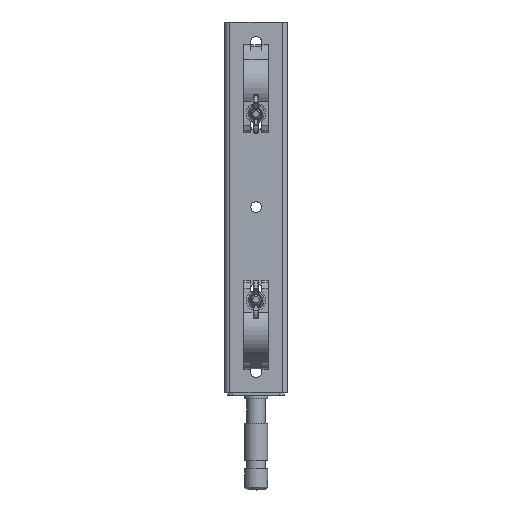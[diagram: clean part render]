
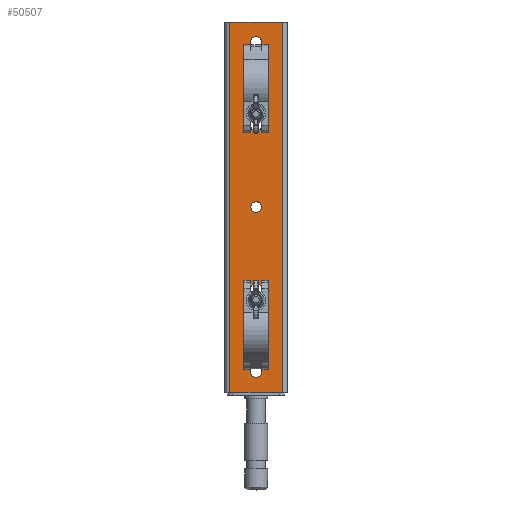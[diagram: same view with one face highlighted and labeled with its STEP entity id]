
A CAD part, top view. The second image highlights one B-rep face of the part: STEP entity #50507.
In plain terms, the highlighted face is planar.
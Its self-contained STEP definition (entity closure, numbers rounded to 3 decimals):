
#3 = CARTESIAN_POINT ( 'NONE',  ( 0., 3., 0. ) ) ;
#200 = CARTESIAN_POINT ( 'NONE',  ( 0., 3., 99. ) ) ;
#569 = VERTEX_POINT ( 'NONE', #7448 ) ;
#1085 = DIRECTION ( 'NONE',  ( 0., 1., 0. ) ) ;
#1252 = DIRECTION ( 'NONE',  ( 0., 1., 0. ) ) ;
#1641 = CARTESIAN_POINT ( 'NONE',  ( 32., 3., 225. ) ) ;
#1860 = ORIENTED_EDGE ( 'NONE', *, *, #39213, .F. ) ;
#1996 = DIRECTION ( 'NONE',  ( 0., 0., 1. ) ) ;
#2244 = DIRECTION ( 'NONE',  ( 0., 0., 1. ) ) ;
#2658 = AXIS2_PLACEMENT_3D ( 'NONE', #200, #4785, #36567 ) ;
#2695 = CARTESIAN_POINT ( 'NONE',  ( 6.5, 3., -99. ) ) ;
#2736 = DIRECTION ( 'NONE',  ( -1., 0., 0. ) ) ;
#3081 = ORIENTED_EDGE ( 'NONE', *, *, #45999, .T. ) ;
#3190 = FACE_BOUND ( 'NONE', #27182, .T. ) ;
#3607 = CIRCLE ( 'NONE', #18699, 6.5 ) ;
#3759 = LINE ( 'NONE', #56829, #42129 ) ;
#4705 = CARTESIAN_POINT ( 'NONE',  ( -6.5, 3., 201. ) ) ;
#4785 = DIRECTION ( 'NONE',  ( 0., 1., 0. ) ) ;
#4900 = CARTESIAN_POINT ( 'NONE',  ( -6.5, 3., -99. ) ) ;
#5308 = DIRECTION ( 'NONE',  ( 0., 1., 0. ) ) ;
#5529 = CARTESIAN_POINT ( 'NONE',  ( 0., 3., -207.5 ) ) ;
#6110 = ORIENTED_EDGE ( 'NONE', *, *, #24361, .F. ) ;
#6659 = EDGE_CURVE ( 'NONE', #13276, #58152, #26418, .T. ) ;
#6958 = LINE ( 'NONE', #30362, #17042 ) ;
#7415 = CARTESIAN_POINT ( 'NONE',  ( 32., 3., -225. ) ) ;
#7448 = CARTESIAN_POINT ( 'NONE',  ( -6.5, 3., 99. ) ) ;
#7803 = EDGE_CURVE ( 'NONE', #43099, #21898, #34829, .T. ) ;
#7955 = CARTESIAN_POINT ( 'NONE',  ( -32., 3., 225. ) ) ;
#8452 = DIRECTION ( 'NONE',  ( 0., 0., -1. ) ) ;
#8920 = CARTESIAN_POINT ( 'NONE',  ( 0., 3., -201. ) ) ;
#9054 = ORIENTED_EDGE ( 'NONE', *, *, #38341, .F. ) ;
#9652 = EDGE_CURVE ( 'NONE', #569, #13141, #55056, .T. ) ;
#9669 = DIRECTION ( 'NONE',  ( 0., 0., 1. ) ) ;
#9758 = AXIS2_PLACEMENT_3D ( 'NONE', #8920, #53835, #53627 ) ;
#10812 = ORIENTED_EDGE ( 'NONE', *, *, #7803, .F. ) ;
#11018 = CARTESIAN_POINT ( 'NONE',  ( 0., 3., 0. ) ) ;
#11342 = AXIS2_PLACEMENT_3D ( 'NONE', #11018, #1252, #33043 ) ;
#12063 = CIRCLE ( 'NONE', #39837, 6.5 ) ;
#12142 = LINE ( 'NONE', #26387, #34841 ) ;
#12344 = EDGE_LOOP ( 'NONE', ( #3081, #16668, #36061, #31276 ) ) ;
#12772 = CARTESIAN_POINT ( 'NONE',  ( 0., 3., 92.5 ) ) ;
#12786 = CARTESIAN_POINT ( 'NONE',  ( 0., 3., 6.5 ) ) ;
#13141 = VERTEX_POINT ( 'NONE', #4705 ) ;
#13276 = VERTEX_POINT ( 'NONE', #46970 ) ;
#14293 = CARTESIAN_POINT ( 'NONE',  ( 0., 3., -99. ) ) ;
#15202 = DIRECTION ( 'NONE',  ( 0., 0., -1. ) ) ;
#15644 = EDGE_LOOP ( 'NONE', ( #37276, #1860 ) ) ;
#16187 = CARTESIAN_POINT ( 'NONE',  ( 0., 3., -201. ) ) ;
#16668 = ORIENTED_EDGE ( 'NONE', *, *, #44775, .F. ) ;
#17042 = VECTOR ( 'NONE', #2736, 1000. ) ;
#17698 = ORIENTED_EDGE ( 'NONE', *, *, #40324, .F. ) ;
#18132 = EDGE_CURVE ( 'NONE', #21898, #32983, #58790, .T. ) ;
#18338 = DIRECTION ( 'NONE',  ( -1., 0., 0. ) ) ;
#18699 = AXIS2_PLACEMENT_3D ( 'NONE', #3, #26867, #53692 ) ;
#18842 = EDGE_CURVE ( 'NONE', #32983, #53746, #39530, .T. ) ;
#18870 = VECTOR ( 'NONE', #2244, 1000. ) ;
#19089 = ORIENTED_EDGE ( 'NONE', *, *, #18132, .F. ) ;
#19253 = DIRECTION ( 'NONE',  ( 0., 0., -1. ) ) ;
#19444 = CARTESIAN_POINT ( 'NONE',  ( 6.5, 3., -99. ) ) ;
#19523 = AXIS2_PLACEMENT_3D ( 'NONE', #14293, #1085, #9669 ) ;
#20867 = VERTEX_POINT ( 'NONE', #1641 ) ;
#21898 = VERTEX_POINT ( 'NONE', #2695 ) ;
#22975 = ORIENTED_EDGE ( 'NONE', *, *, #9652, .F. ) ;
#23320 = VERTEX_POINT ( 'NONE', #40256 ) ;
#23336 = VERTEX_POINT ( 'NONE', #43367 ) ;
#23428 = CARTESIAN_POINT ( 'NONE',  ( 0., 3., 99. ) ) ;
#24361 = EDGE_CURVE ( 'NONE', #23336, #13276, #54358, .T. ) ;
#25200 = FACE_BOUND ( 'NONE', #15644, .T. ) ;
#26387 = CARTESIAN_POINT ( 'NONE',  ( -32., 3., 225. ) ) ;
#26418 = CIRCLE ( 'NONE', #2658, 6.5 ) ;
#26823 = VERTEX_POINT ( 'NONE', #7415 ) ;
#26867 = DIRECTION ( 'NONE',  ( 0., 1., 0. ) ) ;
#27182 = EDGE_LOOP ( 'NONE', ( #17698, #22975, #40838, #52225, #6110 ) ) ;
#28518 = CIRCLE ( 'NONE', #9758, 6.5 ) ;
#28892 = EDGE_CURVE ( 'NONE', #43764, #52386, #3607, .T. ) ;
#29161 = CARTESIAN_POINT ( 'NONE',  ( 0., 3., -6.5 ) ) ;
#30362 = CARTESIAN_POINT ( 'NONE',  ( 35., 3., -225. ) ) ;
#30411 = PLANE ( 'NONE',  #48898 ) ;
#31276 = ORIENTED_EDGE ( 'NONE', *, *, #42165, .T. ) ;
#31801 = VECTOR ( 'NONE', #50220, 1000. ) ;
#32005 = LINE ( 'NONE', #40880, #32700 ) ;
#32039 = CIRCLE ( 'NONE', #11342, 6.5 ) ;
#32099 = EDGE_CURVE ( 'NONE', #23320, #43099, #45301, .T. ) ;
#32700 = VECTOR ( 'NONE', #18338, 1000. ) ;
#32983 = VERTEX_POINT ( 'NONE', #36339 ) ;
#33043 = DIRECTION ( 'NONE',  ( 0., 0., 1. ) ) ;
#34678 = DIRECTION ( 'NONE',  ( 0., 1., 0. ) ) ;
#34829 = CIRCLE ( 'NONE', #19523, 6.5 ) ;
#34841 = VECTOR ( 'NONE', #40244, 1000. ) ;
#35545 = CARTESIAN_POINT ( 'NONE',  ( 35., 3., 225. ) ) ;
#35602 = EDGE_LOOP ( 'NONE', ( #10812, #48691, #9054, #43054, #19089 ) ) ;
#36061 = ORIENTED_EDGE ( 'NONE', *, *, #58283, .F. ) ;
#36339 = CARTESIAN_POINT ( 'NONE',  ( 6.5, 3., -201. ) ) ;
#36567 = DIRECTION ( 'NONE',  ( 0., 0., 1. ) ) ;
#37085 = DIRECTION ( 'NONE',  ( 0., 0., 1. ) ) ;
#37262 = FACE_OUTER_BOUND ( 'NONE', #12344, .T. ) ;
#37276 = ORIENTED_EDGE ( 'NONE', *, *, #28892, .F. ) ;
#37295 = VERTEX_POINT ( 'NONE', #44445 ) ;
#38337 = DIRECTION ( 'NONE',  ( 0., 1., 0. ) ) ;
#38341 = EDGE_CURVE ( 'NONE', #53746, #23320, #28518, .T. ) ;
#38514 = EDGE_CURVE ( 'NONE', #58152, #569, #49128, .T. ) ;
#39213 = EDGE_CURVE ( 'NONE', #52386, #43764, #32039, .T. ) ;
#39435 = FACE_BOUND ( 'NONE', #35602, .T. ) ;
#39530 = CIRCLE ( 'NONE', #54186, 6.5 ) ;
#39837 = AXIS2_PLACEMENT_3D ( 'NONE', #48757, #34678, #43837 ) ;
#40244 = DIRECTION ( 'NONE',  ( 0., 0., -1. ) ) ;
#40256 = CARTESIAN_POINT ( 'NONE',  ( -6.5, 3., -201. ) ) ;
#40324 = EDGE_CURVE ( 'NONE', #13141, #23336, #12063, .T. ) ;
#40838 = ORIENTED_EDGE ( 'NONE', *, *, #38514, .F. ) ;
#40880 = CARTESIAN_POINT ( 'NONE',  ( 35., 3., 225. ) ) ;
#42129 = VECTOR ( 'NONE', #8452, 1000. ) ;
#42165 = EDGE_CURVE ( 'NONE', #20867, #26823, #3759, .T. ) ;
#43054 = ORIENTED_EDGE ( 'NONE', *, *, #18842, .F. ) ;
#43099 = VERTEX_POINT ( 'NONE', #4900 ) ;
#43367 = CARTESIAN_POINT ( 'NONE',  ( 6.5, 3., 201. ) ) ;
#43764 = VERTEX_POINT ( 'NONE', #29161 ) ;
#43789 = CARTESIAN_POINT ( 'NONE',  ( -6.5, 3., 201. ) ) ;
#43837 = DIRECTION ( 'NONE',  ( 0., 0., 1. ) ) ;
#44282 = CARTESIAN_POINT ( 'NONE',  ( -6.5, 3., -99. ) ) ;
#44445 = CARTESIAN_POINT ( 'NONE',  ( -32., 3., -225. ) ) ;
#44775 = EDGE_CURVE ( 'NONE', #55721, #37295, #12142, .T. ) ;
#45301 = LINE ( 'NONE', #44282, #31801 ) ;
#45999 = EDGE_CURVE ( 'NONE', #26823, #37295, #6958, .T. ) ;
#46644 = VECTOR ( 'NONE', #19253, 1000. ) ;
#46970 = CARTESIAN_POINT ( 'NONE',  ( 6.5, 3., 99. ) ) ;
#47065 = CARTESIAN_POINT ( 'NONE',  ( 6.5, 3., 99. ) ) ;
#47397 = AXIS2_PLACEMENT_3D ( 'NONE', #23428, #5308, #37085 ) ;
#48691 = ORIENTED_EDGE ( 'NONE', *, *, #32099, .F. ) ;
#48757 = CARTESIAN_POINT ( 'NONE',  ( 0., 3., 201. ) ) ;
#48898 = AXIS2_PLACEMENT_3D ( 'NONE', #35545, #53636, #54038 ) ;
#49128 = CIRCLE ( 'NONE', #47397, 6.5 ) ;
#50220 = DIRECTION ( 'NONE',  ( 0., 0., 1. ) ) ;
#50507 = ADVANCED_FACE ( 'NONE', ( #39435, #37262, #25200, #3190 ), #30411, .F. ) ;
#52225 = ORIENTED_EDGE ( 'NONE', *, *, #6659, .F. ) ;
#52386 = VERTEX_POINT ( 'NONE', #12786 ) ;
#53627 = DIRECTION ( 'NONE',  ( 0., 0., 1. ) ) ;
#53636 = DIRECTION ( 'NONE',  ( 0., -1., 0. ) ) ;
#53692 = DIRECTION ( 'NONE',  ( 0., 0., 1. ) ) ;
#53746 = VERTEX_POINT ( 'NONE', #5529 ) ;
#53835 = DIRECTION ( 'NONE',  ( 0., 1., 0. ) ) ;
#54038 = DIRECTION ( 'NONE',  ( 0., 0., -1. ) ) ;
#54186 = AXIS2_PLACEMENT_3D ( 'NONE', #16187, #38337, #1996 ) ;
#54358 = LINE ( 'NONE', #47065, #55034 ) ;
#55034 = VECTOR ( 'NONE', #15202, 1000. ) ;
#55056 = LINE ( 'NONE', #43789, #18870 ) ;
#55721 = VERTEX_POINT ( 'NONE', #7955 ) ;
#56829 = CARTESIAN_POINT ( 'NONE',  ( 32., 3., 225. ) ) ;
#58152 = VERTEX_POINT ( 'NONE', #12772 ) ;
#58283 = EDGE_CURVE ( 'NONE', #20867, #55721, #32005, .T. ) ;
#58790 = LINE ( 'NONE', #19444, #46644 ) ;
